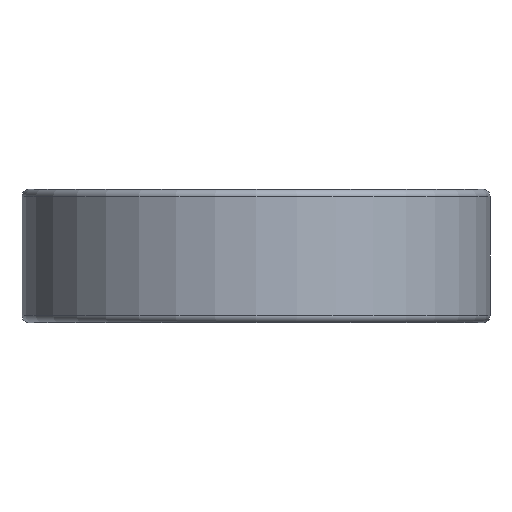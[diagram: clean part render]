
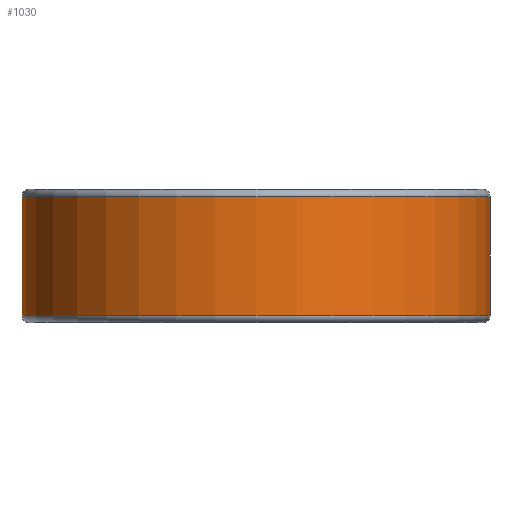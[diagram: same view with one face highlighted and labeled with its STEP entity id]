
A CAD part, front view. The second image highlights one B-rep face of the part: STEP entity #1030.
In plain terms, the highlighted cylindrical face has radius 24.994 mm (diameter 49.987 mm), a partial arc.
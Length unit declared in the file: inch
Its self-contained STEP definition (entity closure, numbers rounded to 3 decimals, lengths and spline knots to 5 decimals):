
#4 = DIRECTION ( 'NONE',  ( 1., 0., 0. ) ) ;
#58 = AXIS2_PLACEMENT_3D ( 'NONE', #332, #1789, #538 ) ;
#61 = ORIENTED_EDGE ( 'NONE', *, *, #2096, .T. ) ;
#116 = CARTESIAN_POINT ( 'NONE',  ( -0.078, -2.25, 0.25 ) ) ;
#332 = CARTESIAN_POINT ( 'NONE',  ( 0.906, -2.25, 0.25 ) ) ;
#407 = AXIS2_PLACEMENT_3D ( 'NONE', #1923, #676, #2135 ) ;
#502 = EDGE_CURVE ( 'NONE', #1280, #1224, #736, .T. ) ;
#524 = VECTOR ( 'NONE', #2234, 39.37008 ) ;
#538 = DIRECTION ( 'NONE',  ( 1., 0., 0. ) ) ;
#676 = DIRECTION ( 'NONE',  ( 0., 0., 1. ) ) ;
#736 = CIRCLE ( 'NONE', #58, 0.984 ) ;
#742 = LINE ( 'NONE', #2464, #1878 ) ;
#949 = CARTESIAN_POINT ( 'NONE',  ( -0.078, -2.25, -0.25 ) ) ;
#976 = EDGE_LOOP ( 'NONE', ( #2223, #1262, #1715, #61 ) ) ;
#979 = CARTESIAN_POINT ( 'NONE',  ( 1.89, -2.25, 0. ) ) ;
#1002 = DIRECTION ( 'NONE',  ( 0., 0., 1. ) ) ;
#1030 = ADVANCED_FACE ( 'NONE', ( #1555 ), #1860, .T. ) ;
#1206 = DIRECTION ( 'NONE',  ( 0., 0., -1. ) ) ;
#1224 = VERTEX_POINT ( 'NONE', #1756 ) ;
#1262 = ORIENTED_EDGE ( 'NONE', *, *, #2032, .T. ) ;
#1280 = VERTEX_POINT ( 'NONE', #116 ) ;
#1409 = VERTEX_POINT ( 'NONE', #2445 ) ;
#1438 = CARTESIAN_POINT ( 'NONE',  ( 0.906, -2.25, 0. ) ) ;
#1555 = FACE_OUTER_BOUND ( 'NONE', #976, .T. ) ;
#1715 = ORIENTED_EDGE ( 'NONE', *, *, #502, .F. ) ;
#1755 = AXIS2_PLACEMENT_3D ( 'NONE', #1438, #1002, #4 ) ;
#1756 = CARTESIAN_POINT ( 'NONE',  ( 1.89, -2.25, 0.25 ) ) ;
#1760 = EDGE_CURVE ( 'NONE', #2571, #1409, #2228, .T. ) ;
#1789 = DIRECTION ( 'NONE',  ( 0., 0., 1. ) ) ;
#1860 = CYLINDRICAL_SURFACE ( 'NONE', #1755, 0.984 ) ;
#1878 = VECTOR ( 'NONE', #1206, 39.37008 ) ;
#1923 = CARTESIAN_POINT ( 'NONE',  ( 0.906, -2.25, -0.25 ) ) ;
#2032 = EDGE_CURVE ( 'NONE', #1409, #1224, #2675, .T. ) ;
#2096 = EDGE_CURVE ( 'NONE', #1280, #2571, #742, .T. ) ;
#2135 = DIRECTION ( 'NONE',  ( 1., 0., 0. ) ) ;
#2223 = ORIENTED_EDGE ( 'NONE', *, *, #1760, .T. ) ;
#2228 = CIRCLE ( 'NONE', #407, 0.984 ) ;
#2234 = DIRECTION ( 'NONE',  ( 0., 0., 1. ) ) ;
#2445 = CARTESIAN_POINT ( 'NONE',  ( 1.89, -2.25, -0.25 ) ) ;
#2464 = CARTESIAN_POINT ( 'NONE',  ( -0.078, -2.25, 0.25 ) ) ;
#2571 = VERTEX_POINT ( 'NONE', #949 ) ;
#2675 = LINE ( 'NONE', #979, #524 ) ;
